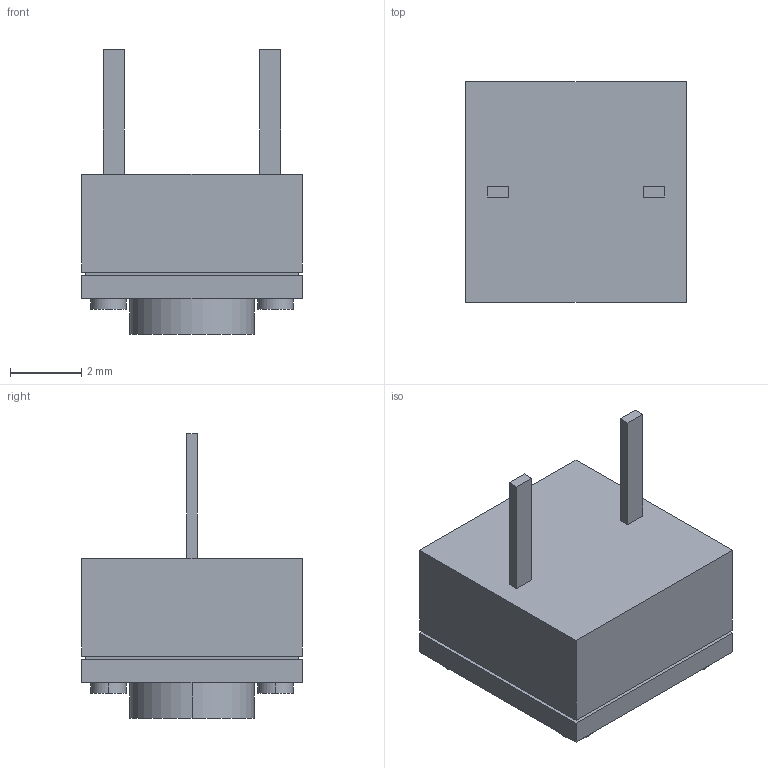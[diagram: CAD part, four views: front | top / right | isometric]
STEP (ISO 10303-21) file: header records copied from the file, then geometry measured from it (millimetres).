
FILE_DESCRIPTION (( 'STEP AP214' ), '1' );
FILE_NAME ('Push button.STEP', '2019-10-31T16:45:37', ( '' ), ( '' ), 'SwSTEP 2.0', 'SolidWorks 2018', '' );
FILE_SCHEMA (( 'AUTOMOTIVE_DESIGN' ));
Length unit declared in the file: millimetre
Products named in the file (1): Push button
Bounding box: 6.2 x 6.2 x 8 mm (x, y, z)
Volume: 146.1 mm3; surface area: 195.8 mm2
Topology: 1 solids, 1 shells, 41 faces, 90 edges, 60 vertices
Faces by surface type: plane 31, cylinder 10
Entity records: 1378 total; most frequent: DIRECTION 194, CARTESIAN_POINT 192, ORIENTED_EDGE 180, EDGE_CURVE 90, VECTOR 70, LINE 70, AXIS2_PLACEMENT_3D 62, VERTEX_POINT 60
